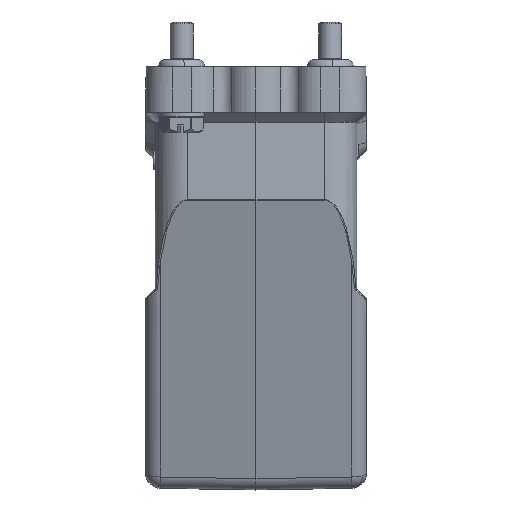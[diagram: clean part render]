
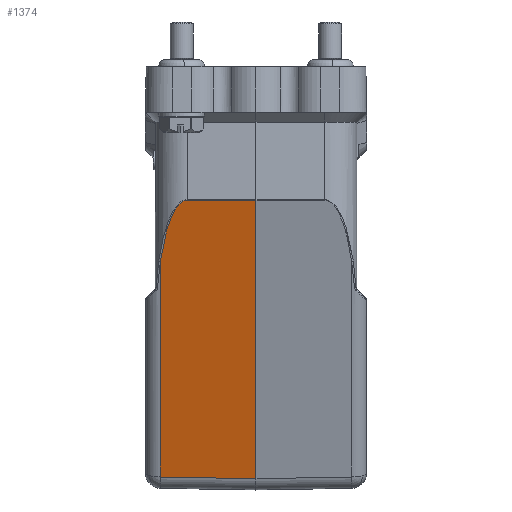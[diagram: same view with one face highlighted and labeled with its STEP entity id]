
A CAD part, left-side view. The second image highlights one B-rep face of the part: STEP entity #1374.
In plain terms, the highlighted planar face has unit normal (-0.966, 0.018, -0.259).
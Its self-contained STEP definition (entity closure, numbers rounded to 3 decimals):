
#824=FACE_OUTER_BOUND('',#2287,.T.);
#1374=ADVANCED_FACE('NONE',(#824),#1810,.F.);
#1810=PLANE('',#9773);
#2287=EDGE_LOOP('',(#4218,#4219,#4220,#4221,#4222));
#2937=B_SPLINE_CURVE_WITH_KNOTS('',3,(#15300,#15301,#15302,#15303,#15304,
#15305,#15306,#15307,#15308,#15309,#15310,#15311,#15312,#15313,#15314,#15315,
#15316,#15317,#15318,#15319),.UNSPECIFIED.,.F.,.F.,(4,2,2,2,2,2,2,2,2,4),
(0.,0.25,0.5,0.625,0.75,0.813,0.875,0.938,0.969,1.),.UNSPECIFIED.);
#4218=ORIENTED_EDGE('',*,*,#7497,.F.);
#4219=ORIENTED_EDGE('',*,*,#7498,.T.);
#4220=ORIENTED_EDGE('',*,*,#7387,.F.);
#4221=ORIENTED_EDGE('',*,*,#7386,.F.);
#4222=ORIENTED_EDGE('',*,*,#7392,.F.);
#6271=VERTEX_POINT('',#13993);
#6366=VERTEX_POINT('',#15299);
#6367=VERTEX_POINT('',#15405);
#6370=VERTEX_POINT('',#15439);
#6438=VERTEX_POINT('',#16178);
#7386=EDGE_CURVE('NONE',#6271,#6366,#2937,.T.);
#7387=EDGE_CURVE('NONE',#6366,#6367,#8449,.T.);
#7392=EDGE_CURVE('NONE',#6370,#6271,#8451,.T.);
#7497=EDGE_CURVE('NONE',#6438,#6370,#8499,.T.);
#7498=EDGE_CURVE('NONE',#6438,#6367,#8500,.T.);
#8449=LINE('',#15404,#9069);
#8451=LINE('',#15440,#9071);
#8499=LINE('',#16177,#9119);
#8500=LINE('',#16179,#9120);
#9069=VECTOR('',#10866,1.);
#9071=VECTOR('',#10872,1.);
#9119=VECTOR('',#11024,1.);
#9120=VECTOR('',#11025,1.);
#9773=AXIS2_PLACEMENT_3D('',#16180,#11026,#11027);
#10866=DIRECTION('',(-0.017,-1.,-0.002));
#10872=DIRECTION('',(-0.259,0.,0.966));
#11024=DIRECTION('',(0.013,1.,0.017));
#11025=DIRECTION('',(-0.259,0.,0.966));
#11026=DIRECTION('',(0.966,-0.017,0.259));
#11027=DIRECTION('',(0.259,0.,-0.966));
#13993=CARTESIAN_POINT('',(-70.235,25.07,-13.123));
#15299=CARTESIAN_POINT('',(-74.668,18.048,2.946));
#15300=CARTESIAN_POINT('',(-70.235,25.07,-13.123));
#15301=CARTESIAN_POINT('',(-70.646,24.866,-11.606));
#15302=CARTESIAN_POINT('',(-71.055,24.619,-10.094));
#15303=CARTESIAN_POINT('',(-71.87,24.009,-7.093));
#15304=CARTESIAN_POINT('',(-72.276,23.647,-5.603));
#15305=CARTESIAN_POINT('',(-72.876,22.965,-3.41));
#15306=CARTESIAN_POINT('',(-73.075,22.714,-2.686));
#15307=CARTESIAN_POINT('',(-73.466,22.142,-1.264));
#15308=CARTESIAN_POINT('',(-73.659,21.823,-0.565));
#15309=CARTESIAN_POINT('',(-73.938,21.258,0.437));
#15310=CARTESIAN_POINT('',(-74.029,21.054,0.763));
#15311=CARTESIAN_POINT('',(-74.204,20.607,1.388));
#15312=CARTESIAN_POINT('',(-74.289,20.363,1.687));
#15313=CARTESIAN_POINT('',(-74.444,19.815,2.229));
#15314=CARTESIAN_POINT('',(-74.515,19.511,2.474));
#15315=CARTESIAN_POINT('',(-74.597,18.996,2.744));
#15316=CARTESIAN_POINT('',(-74.62,18.814,2.818));
#15317=CARTESIAN_POINT('',(-74.654,18.439,2.92));
#15318=CARTESIAN_POINT('',(-74.665,18.244,2.946));
#15319=CARTESIAN_POINT('',(-74.668,18.048,2.946));
#15404=CARTESIAN_POINT('',(-74.668,18.048,2.946));
#15405=CARTESIAN_POINT('',(-74.983,0.,2.904));
#15439=CARTESIAN_POINT('',(-55.094,25.07,-69.63));
#15440=CARTESIAN_POINT('',(-54.213,25.07,-72.919));
#16177=CARTESIAN_POINT('',(-55.434,-0.308,-70.073));
#16178=CARTESIAN_POINT('',(-55.43,0.,-70.068));
#16179=CARTESIAN_POINT('',(-54.636,0.,-73.032));
#16180=CARTESIAN_POINT('',(-54.636,0.,-73.032));
